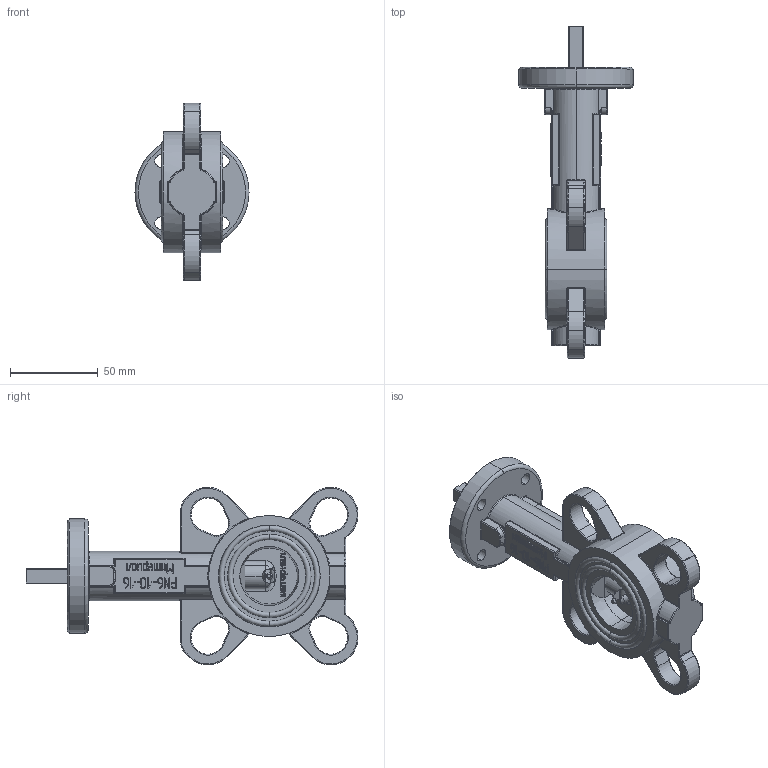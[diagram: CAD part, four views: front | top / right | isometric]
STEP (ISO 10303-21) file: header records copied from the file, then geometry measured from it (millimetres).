
FILE_DESCRIPTION (( 'STEP AP214' ), '1' );
FILE_NAME ('檗10.032.16.000 捘.STEP', '2022-05-30T07:10:54', ( '' ), ( '' ), 'SwSTEP 2.0', 'SolidWorks 2017', '' );
FILE_SCHEMA (( 'AUTOMOTIVE_DESIGN' ));
Length unit declared in the file: millimetre
Products named in the file (1): 檗10.032.16.000 捘
Bounding box: 65 x 188.96 x 100.99 mm (x, y, z)
Surface area: 48043.7 mm2 (no closed solid volume)
Topology: 0 solids, 9 shells, 728 faces, 2484 edges, 1678 vertices
Faces by surface type: plane 261, cylinder 178, bspline 146, torus 113, cone 18, sphere 12
Entity records: 41744 total; most frequent: CARTESIAN_POINT 14184, ORIENTED_EDGE 4105, DIRECTION 3455, EDGE_CURVE 2476, VERTEX_POINT 1678, LINE 1209, VECTOR 1209, AXIS2_PLACEMENT_3D 1123
